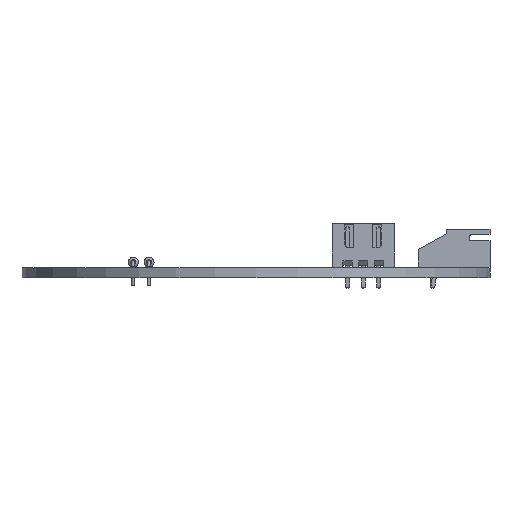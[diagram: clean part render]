
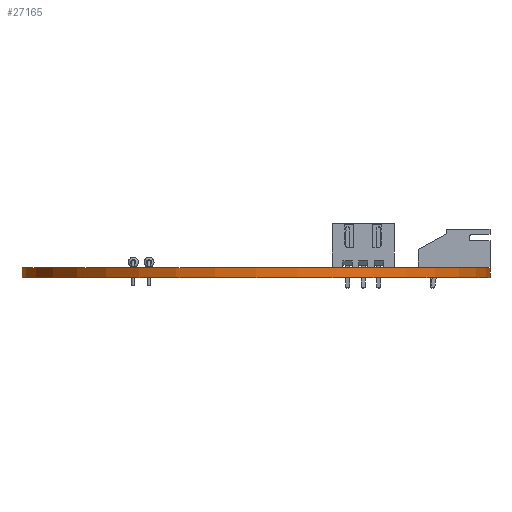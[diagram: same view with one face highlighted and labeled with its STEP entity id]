
A CAD part, front view. The second image highlights one B-rep face of the part: STEP entity #27165.
In plain terms, the highlighted cylindrical face has radius 37.5 mm (diameter 75 mm), a full revolution.
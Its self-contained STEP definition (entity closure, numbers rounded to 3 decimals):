
#27165 = ADVANCED_FACE('',(#27166),#27179,.T.);
#27166 = FACE_BOUND('',#27167,.T.);
#27167 = EDGE_LOOP('',(#27168,#27202,#27225,#27252));
#27168 = ORIENTED_EDGE('',*,*,#27169,.F.);
#27169 = EDGE_CURVE('',#27170,#27170,#27172,.T.);
#27170 = VERTEX_POINT('',#27171);
#27171 = CARTESIAN_POINT('',(37.5,-0.092,1.6));
#27172 = SURFACE_CURVE('',#27173,(#27178,#27190),.PCURVE_S1.);
#27173 = CIRCLE('',#27174,37.5);
#27174 = AXIS2_PLACEMENT_3D('',#27175,#27176,#27177);
#27175 = CARTESIAN_POINT('',(0.,-0.092,1.6));
#27176 = DIRECTION('',(0.,0.,1.));
#27177 = DIRECTION('',(1.,0.,-0.));
#27178 = PCURVE('',#27179,#27184);
#27179 = CYLINDRICAL_SURFACE('',#27180,37.5);
#27180 = AXIS2_PLACEMENT_3D('',#27181,#27182,#27183);
#27181 = CARTESIAN_POINT('',(0.,-0.092,0.));
#27182 = DIRECTION('',(0.,0.,1.));
#27183 = DIRECTION('',(1.,0.,-0.));
#27184 = DEFINITIONAL_REPRESENTATION('',(#27185),#27189);
#27185 = LINE('',#27186,#27187);
#27186 = CARTESIAN_POINT('',(0.,1.6));
#27187 = VECTOR('',#27188,1.);
#27188 = DIRECTION('',(1.,0.));
#27189 = ( GEOMETRIC_REPRESENTATION_CONTEXT(2) 
PARAMETRIC_REPRESENTATION_CONTEXT() REPRESENTATION_CONTEXT('2D SPACE',''
  ) );
#27190 = PCURVE('',#27191,#27196);
#27191 = PLANE('',#27192);
#27192 = AXIS2_PLACEMENT_3D('',#27193,#27194,#27195);
#27193 = CARTESIAN_POINT('',(0.,-0.092,1.6));
#27194 = DIRECTION('',(0.,0.,1.));
#27195 = DIRECTION('',(1.,0.,-0.));
#27196 = DEFINITIONAL_REPRESENTATION('',(#27197),#27201);
#27197 = CIRCLE('',#27198,37.5);
#27198 = AXIS2_PLACEMENT_2D('',#27199,#27200);
#27199 = CARTESIAN_POINT('',(0.,0.));
#27200 = DIRECTION('',(1.,0.));
#27201 = ( GEOMETRIC_REPRESENTATION_CONTEXT(2) 
PARAMETRIC_REPRESENTATION_CONTEXT() REPRESENTATION_CONTEXT('2D SPACE',''
  ) );
#27202 = ORIENTED_EDGE('',*,*,#27203,.F.);
#27203 = EDGE_CURVE('',#27204,#27170,#27206,.T.);
#27204 = VERTEX_POINT('',#27205);
#27205 = CARTESIAN_POINT('',(37.5,-0.092,0.));
#27206 = SEAM_CURVE('',#27207,(#27211,#27218),.PCURVE_S1.);
#27207 = LINE('',#27208,#27209);
#27208 = CARTESIAN_POINT('',(37.5,-0.092,0.));
#27209 = VECTOR('',#27210,1.);
#27210 = DIRECTION('',(0.,0.,1.));
#27211 = PCURVE('',#27179,#27212);
#27212 = DEFINITIONAL_REPRESENTATION('',(#27213),#27217);
#27213 = LINE('',#27214,#27215);
#27214 = CARTESIAN_POINT('',(6.283,-0.));
#27215 = VECTOR('',#27216,1.);
#27216 = DIRECTION('',(0.,1.));
#27217 = ( GEOMETRIC_REPRESENTATION_CONTEXT(2) 
PARAMETRIC_REPRESENTATION_CONTEXT() REPRESENTATION_CONTEXT('2D SPACE',''
  ) );
#27218 = PCURVE('',#27179,#27219);
#27219 = DEFINITIONAL_REPRESENTATION('',(#27220),#27224);
#27220 = LINE('',#27221,#27222);
#27221 = CARTESIAN_POINT('',(0.,-0.));
#27222 = VECTOR('',#27223,1.);
#27223 = DIRECTION('',(0.,1.));
#27224 = ( GEOMETRIC_REPRESENTATION_CONTEXT(2) 
PARAMETRIC_REPRESENTATION_CONTEXT() REPRESENTATION_CONTEXT('2D SPACE',''
  ) );
#27225 = ORIENTED_EDGE('',*,*,#27226,.T.);
#27226 = EDGE_CURVE('',#27204,#27204,#27227,.T.);
#27227 = SURFACE_CURVE('',#27228,(#27233,#27240),.PCURVE_S1.);
#27228 = CIRCLE('',#27229,37.5);
#27229 = AXIS2_PLACEMENT_3D('',#27230,#27231,#27232);
#27230 = CARTESIAN_POINT('',(0.,-0.092,0.));
#27231 = DIRECTION('',(0.,0.,1.));
#27232 = DIRECTION('',(1.,0.,-0.));
#27233 = PCURVE('',#27179,#27234);
#27234 = DEFINITIONAL_REPRESENTATION('',(#27235),#27239);
#27235 = LINE('',#27236,#27237);
#27236 = CARTESIAN_POINT('',(0.,0.));
#27237 = VECTOR('',#27238,1.);
#27238 = DIRECTION('',(1.,0.));
#27239 = ( GEOMETRIC_REPRESENTATION_CONTEXT(2) 
PARAMETRIC_REPRESENTATION_CONTEXT() REPRESENTATION_CONTEXT('2D SPACE',''
  ) );
#27240 = PCURVE('',#27241,#27246);
#27241 = PLANE('',#27242);
#27242 = AXIS2_PLACEMENT_3D('',#27243,#27244,#27245);
#27243 = CARTESIAN_POINT('',(0.,-0.092,0.));
#27244 = DIRECTION('',(0.,0.,1.));
#27245 = DIRECTION('',(1.,0.,-0.));
#27246 = DEFINITIONAL_REPRESENTATION('',(#27247),#27251);
#27247 = CIRCLE('',#27248,37.5);
#27248 = AXIS2_PLACEMENT_2D('',#27249,#27250);
#27249 = CARTESIAN_POINT('',(0.,0.));
#27250 = DIRECTION('',(1.,0.));
#27251 = ( GEOMETRIC_REPRESENTATION_CONTEXT(2) 
PARAMETRIC_REPRESENTATION_CONTEXT() REPRESENTATION_CONTEXT('2D SPACE',''
  ) );
#27252 = ORIENTED_EDGE('',*,*,#27203,.T.);
